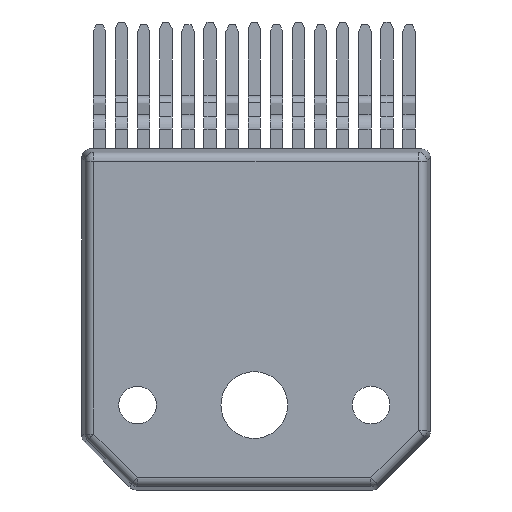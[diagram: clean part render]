
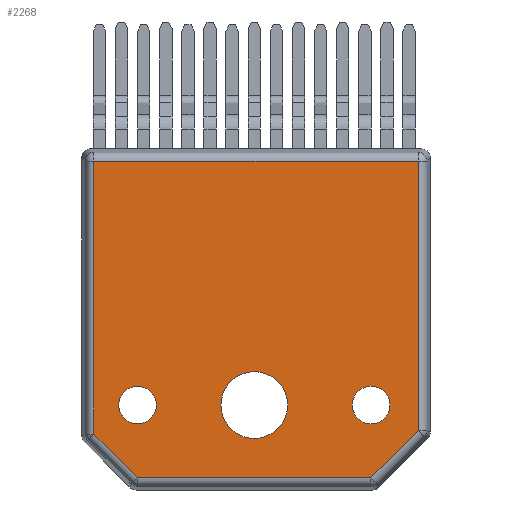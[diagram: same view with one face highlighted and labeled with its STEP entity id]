
A CAD part, front view. The second image highlights one B-rep face of the part: STEP entity #2268.
In plain terms, the highlighted planar face has unit normal (0, -1, 0).
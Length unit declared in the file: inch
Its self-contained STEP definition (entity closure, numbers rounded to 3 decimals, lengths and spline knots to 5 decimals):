
#430=DIRECTION('',(-1.,0.,0.));
#431=VECTOR('',#430,0.73297);
#432=CARTESIAN_POINT('',(0.37031,-0.095,0.18248));
#433=LINE('',#432,#431);
#502=DIRECTION('',(0.,0.,-1.));
#503=VECTOR('',#502,0.61708);
#504=CARTESIAN_POINT('',(-0.36266,-0.095,0.18248));
#505=LINE('',#504,#503);
#572=DIRECTION('',(0.707,0.,-0.707));
#573=VECTOR('',#572,0.13984);
#574=CARTESIAN_POINT('',(-0.36266,-0.095,-0.4346));
#575=LINE('',#574,#573);
#642=DIRECTION('',(1.,0.,0.));
#643=VECTOR('',#642,0.52753);
#644=CARTESIAN_POINT('',(-0.26377,-0.095,-0.53348));
#645=LINE('',#644,#643);
#697=DIRECTION('',(0.706,0.,0.708));
#698=VECTOR('',#697,0.15092);
#699=CARTESIAN_POINT('',(0.26375,-0.095,-0.53348));
#700=LINE('',#699,#698);
#727=CARTESIAN_POINT('',(0.,-0.095,-0.369));
#728=DIRECTION('',(0.,1.,0.));
#729=DIRECTION('',(1.,0.,0.));
#730=AXIS2_PLACEMENT_3D('',#727,#728,#729);
#735=CARTESIAN_POINT('',(0.,-0.095,-0.369));
#736=DIRECTION('',(0.,1.,0.));
#737=DIRECTION('',(-1.,0.,0.));
#738=AXIS2_PLACEMENT_3D('',#735,#736,#737);
#743=CARTESIAN_POINT('',(-0.264,-0.095,-0.369));
#744=DIRECTION('',(0.,1.,0.));
#745=DIRECTION('',(1.,0.,0.));
#746=AXIS2_PLACEMENT_3D('',#743,#744,#745);
#751=CARTESIAN_POINT('',(-0.264,-0.095,-0.369));
#752=DIRECTION('',(0.,1.,0.));
#753=DIRECTION('',(-1.,0.,0.));
#754=AXIS2_PLACEMENT_3D('',#751,#752,#753);
#759=CARTESIAN_POINT('',(0.264,-0.095,-0.369));
#760=DIRECTION('',(0.,1.,0.));
#761=DIRECTION('',(1.,0.,0.));
#762=AXIS2_PLACEMENT_3D('',#759,#760,#761);
#767=CARTESIAN_POINT('',(0.264,-0.095,-0.369));
#768=DIRECTION('',(0.,1.,0.));
#769=DIRECTION('',(-1.,0.,0.));
#770=AXIS2_PLACEMENT_3D('',#767,#768,#769);
#1227=DIRECTION('',(0.,0.,1.));
#1228=VECTOR('',#1227,0.6091);
#1229=CARTESIAN_POINT('',(0.37031,-0.095,-0.42661));
#1230=LINE('',#1229,#1228);
#1432=CARTESIAN_POINT('',(0.0755,-0.095,-0.369));
#1433=CARTESIAN_POINT('',(-0.0755,-0.095,-0.369));
#1434=VERTEX_POINT('',#1432);
#1435=VERTEX_POINT('',#1433);
#1440=CARTESIAN_POINT('',(-0.2215,-0.095,-0.369));
#1441=CARTESIAN_POINT('',(-0.3065,-0.095,-0.369));
#1442=VERTEX_POINT('',#1440);
#1443=VERTEX_POINT('',#1441);
#1444=CARTESIAN_POINT('',(0.3065,-0.095,-0.369));
#1445=CARTESIAN_POINT('',(0.2215,-0.095,-0.369));
#1446=VERTEX_POINT('',#1444);
#1447=VERTEX_POINT('',#1445);
#1611=CARTESIAN_POINT('',(-0.36266,-0.095,0.18248));
#1612=CARTESIAN_POINT('',(-0.36266,-0.095,-0.4346));
#1613=VERTEX_POINT('',#1611);
#1614=VERTEX_POINT('',#1612);
#1615=CARTESIAN_POINT('',(-0.26377,-0.095,-0.53348));
#1616=VERTEX_POINT('',#1615);
#1617=CARTESIAN_POINT('',(0.26375,-0.095,-0.53348));
#1618=VERTEX_POINT('',#1617);
#1619=CARTESIAN_POINT('',(0.37031,-0.095,-0.42661));
#1620=VERTEX_POINT('',#1619);
#1629=CARTESIAN_POINT('',(0.37031,-0.095,0.18248));
#1630=VERTEX_POINT('',#1629);
#2236=CARTESIAN_POINT('',(0.,-0.095,0.));
#2237=DIRECTION('',(0.,-1.,0.));
#2238=DIRECTION('',(-1.,0.,0.));
#2239=AXIS2_PLACEMENT_3D('',#2236,#2237,#2238);
#2240=PLANE('',#2239);
#2241=ORIENTED_EDGE('',*,*,#2059,.F.);
#2242=ORIENTED_EDGE('',*,*,#1999,.F.);
#2244=ORIENTED_EDGE('',*,*,#2243,.F.);
#2245=ORIENTED_EDGE('',*,*,#2226,.F.);
#2246=ORIENTED_EDGE('',*,*,#2173,.F.);
#2247=ORIENTED_EDGE('',*,*,#2117,.F.);
#2248=EDGE_LOOP('',(#2241,#2242,#2244,#2245,#2246,#2247));
#2249=FACE_OUTER_BOUND('',#2248,.F.);
#2251=ORIENTED_EDGE('',*,*,#2250,.F.);
#2253=ORIENTED_EDGE('',*,*,#2252,.F.);
#2254=EDGE_LOOP('',(#2251,#2253));
#2255=FACE_BOUND('',#2254,.F.);
#2257=ORIENTED_EDGE('',*,*,#2256,.F.);
#2259=ORIENTED_EDGE('',*,*,#2258,.F.);
#2260=EDGE_LOOP('',(#2257,#2259));
#2261=FACE_BOUND('',#2260,.F.);
#2263=ORIENTED_EDGE('',*,*,#2262,.F.);
#2265=ORIENTED_EDGE('',*,*,#2264,.F.);
#2266=EDGE_LOOP('',(#2263,#2265));
#2267=FACE_BOUND('',#2266,.F.);
#2268=ADVANCED_FACE('',(#2249,#2255,#2261,#2267),#2240,.T.);
#731=CIRCLE('',#730,0.0755);
#739=CIRCLE('',#738,0.0755);
#747=CIRCLE('',#746,0.0425);
#755=CIRCLE('',#754,0.0425);
#763=CIRCLE('',#762,0.0425);
#771=CIRCLE('',#770,0.0425);
#1999=EDGE_CURVE('',#1630,#1613,#433,.T.);
#2059=EDGE_CURVE('',#1613,#1614,#505,.T.);
#2117=EDGE_CURVE('',#1614,#1616,#575,.T.);
#2173=EDGE_CURVE('',#1616,#1618,#645,.T.);
#2226=EDGE_CURVE('',#1618,#1620,#700,.T.);
#2243=EDGE_CURVE('',#1620,#1630,#1230,.T.);
#2250=EDGE_CURVE('',#1434,#1435,#731,.T.);
#2252=EDGE_CURVE('',#1435,#1434,#739,.T.);
#2256=EDGE_CURVE('',#1442,#1443,#747,.T.);
#2258=EDGE_CURVE('',#1443,#1442,#755,.T.);
#2262=EDGE_CURVE('',#1446,#1447,#763,.T.);
#2264=EDGE_CURVE('',#1447,#1446,#771,.T.);
